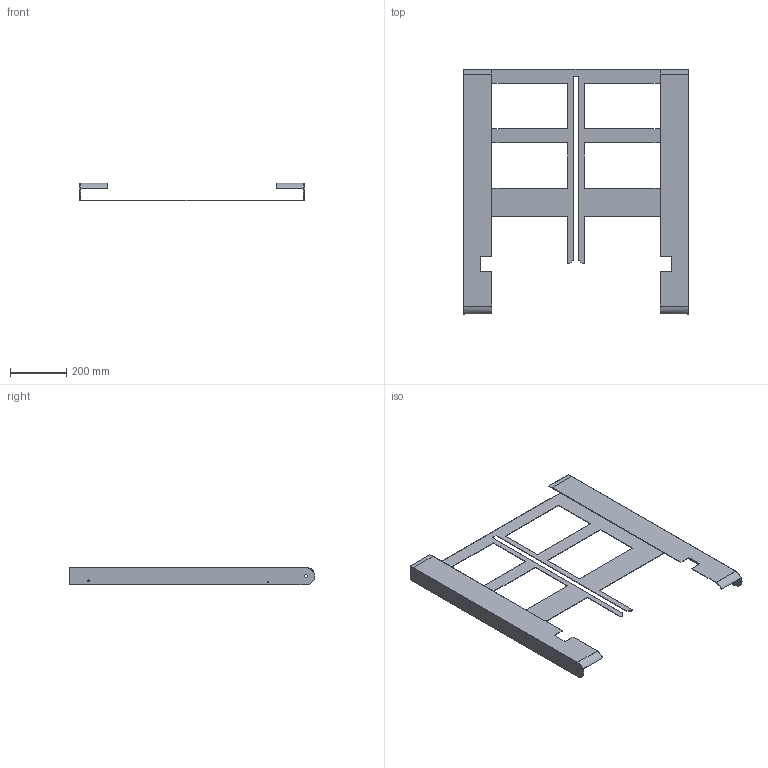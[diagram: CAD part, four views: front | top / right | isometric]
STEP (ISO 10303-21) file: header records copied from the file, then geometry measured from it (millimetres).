
FILE_DESCRIPTION(('CATIA V5 STEP Exchange'),'2;1');
FILE_NAME('Rail 1.stp','2021-04-27T06:01:50+00:00',('none'),('none'),'CATIA Version 5 Release 19 GA (IN-10)','CATIA V5 STEP AP203','none');
FILE_SCHEMA(('CONFIG_CONTROL_DESIGN'));
Length unit declared in the file: millimetre
Products named in the file (1): Rail 1
Bounding box: 800 x 876 x 62 mm (x, y, z)
Volume: 1029721 mm3; surface area: 1052015.3 mm2
Topology: 1 solids, 1 shells, 74 faces, 226 edges, 156 vertices
Faces by surface type: plane 54, cylinder 20
Entity records: 2409 total; most frequent: ORIENTED_EDGE 436, CARTESIAN_POINT 431, DIRECTION 310, EDGE_CURVE 218, VECTOR 182, LINE 182, VERTEX_POINT 146, EDGE_LOOP 94
